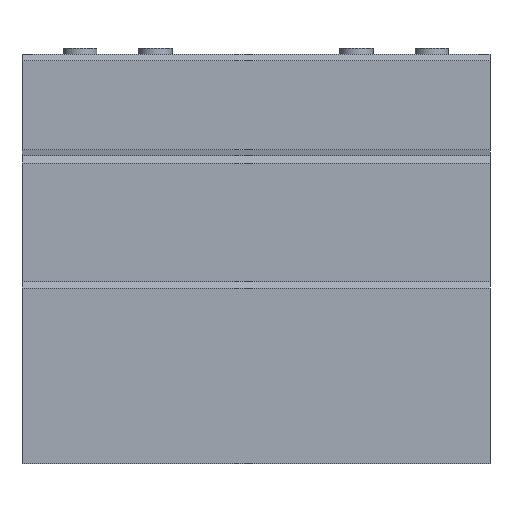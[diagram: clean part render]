
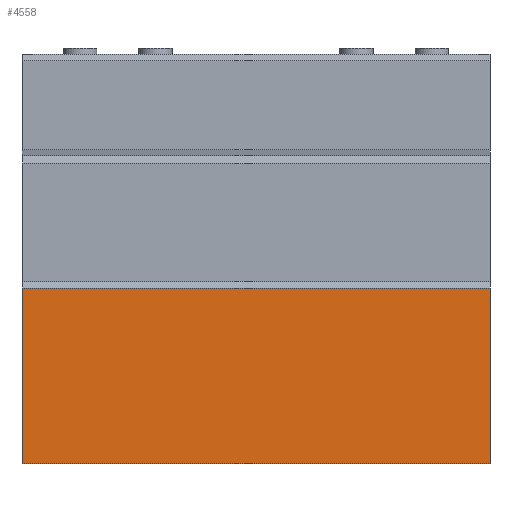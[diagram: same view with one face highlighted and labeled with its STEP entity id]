
A CAD part, front view. The second image highlights one B-rep face of the part: STEP entity #4558.
In plain terms, the highlighted planar face has unit normal (0, -1, 0).
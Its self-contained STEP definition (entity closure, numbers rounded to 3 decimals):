
#34 = EDGE_LOOP ( 'NONE', ( #5035, #2804, #1418, #1424 ) ) ;
#188 = VECTOR ( 'NONE', #2091, 1000. ) ;
#199 = PLANE ( 'NONE',  #5153 ) ;
#215 = CARTESIAN_POINT ( 'NONE',  ( 74.5, 0., 28. ) ) ;
#284 = VECTOR ( 'NONE', #5636, 1000. ) ;
#668 = VECTOR ( 'NONE', #5639, 1000. ) ;
#1159 = DIRECTION ( 'NONE',  ( 0., 0., 1. ) ) ;
#1298 = EDGE_CURVE ( 'NONE', #3621, #4809, #6015, .T. ) ;
#1418 = ORIENTED_EDGE ( 'NONE', *, *, #5432, .T. ) ;
#1424 = ORIENTED_EDGE ( 'NONE', *, *, #1298, .F. ) ;
#1557 = CARTESIAN_POINT ( 'NONE',  ( 74.5, 0., 29. ) ) ;
#1630 = CARTESIAN_POINT ( 'NONE',  ( 74.5, 0., 28. ) ) ;
#1822 = CARTESIAN_POINT ( 'NONE',  ( 0., 0., 28. ) ) ;
#2091 = DIRECTION ( 'NONE',  ( -1., 0., 0. ) ) ;
#2336 = LINE ( 'NONE', #215, #188 ) ;
#2364 = EDGE_CURVE ( 'NONE', #3045, #5046, #2336, .T. ) ;
#2668 = FACE_OUTER_BOUND ( 'NONE', #34, .T. ) ;
#2804 = ORIENTED_EDGE ( 'NONE', *, *, #2364, .T. ) ;
#3045 = VERTEX_POINT ( 'NONE', #1630 ) ;
#3295 = LINE ( 'NONE', #5699, #668 ) ;
#3334 = DIRECTION ( 'NONE',  ( 0., 0., -1. ) ) ;
#3381 = VECTOR ( 'NONE', #3334, 1000. ) ;
#3621 = VERTEX_POINT ( 'NONE', #5242 ) ;
#3735 = CARTESIAN_POINT ( 'NONE',  ( 74.5, 0., 0. ) ) ;
#4439 = LINE ( 'NONE', #5258, #3381 ) ;
#4558 = ADVANCED_FACE ( 'NONE', ( #2668 ), #199, .F. ) ;
#4693 = EDGE_CURVE ( 'NONE', #3045, #3621, #4439, .T. ) ;
#4809 = VERTEX_POINT ( 'NONE', #6002 ) ;
#5008 = DIRECTION ( 'NONE',  ( 0., 1., 0. ) ) ;
#5035 = ORIENTED_EDGE ( 'NONE', *, *, #4693, .F. ) ;
#5046 = VERTEX_POINT ( 'NONE', #1822 ) ;
#5153 = AXIS2_PLACEMENT_3D ( 'NONE', #1557, #5008, #1159 ) ;
#5242 = CARTESIAN_POINT ( 'NONE',  ( 74.5, 0., 0. ) ) ;
#5258 = CARTESIAN_POINT ( 'NONE',  ( 74.5, 0., 29. ) ) ;
#5432 = EDGE_CURVE ( 'NONE', #5046, #4809, #3295, .T. ) ;
#5636 = DIRECTION ( 'NONE',  ( -1., 0., 0. ) ) ;
#5639 = DIRECTION ( 'NONE',  ( 0., 0., -1. ) ) ;
#5699 = CARTESIAN_POINT ( 'NONE',  ( 0., 0., 29. ) ) ;
#6002 = CARTESIAN_POINT ( 'NONE',  ( 0., 0., 0. ) ) ;
#6015 = LINE ( 'NONE', #3735, #284 ) ;
